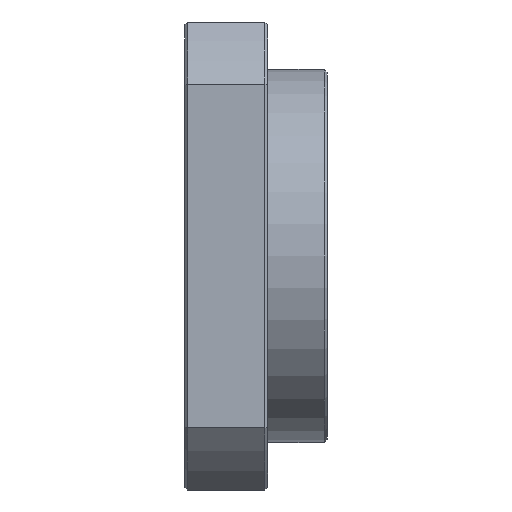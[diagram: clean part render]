
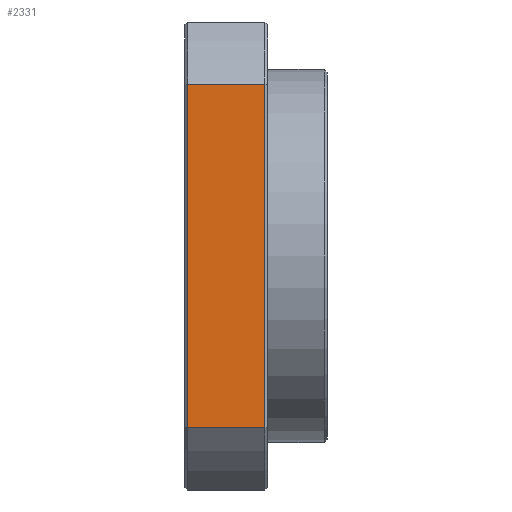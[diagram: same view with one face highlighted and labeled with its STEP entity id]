
A CAD part, front view. The second image highlights one B-rep face of the part: STEP entity #2331.
In plain terms, the highlighted planar face has unit normal (0, -1, 0).
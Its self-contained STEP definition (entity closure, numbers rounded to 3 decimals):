
#835 = DIRECTION ( 'NONE',  ( 0., 0., -1. ) ) ;
#836 = DIRECTION ( 'NONE',  ( 0., -1., 0. ) ) ;
#837 = AXIS2_PLACEMENT_3D ( 'NONE', #839, #836, #835 ) ;
#839 = CARTESIAN_POINT ( 'NONE',  ( 50., -39.5, -39.5 ) ) ;
#840 = PLANE ( 'NONE',  #837 ) ;
#845 = FACE_OUTER_BOUND ( 'NONE', #2332, .T. ) ;
#1051 = CARTESIAN_POINT ( 'NONE',  ( 13.5, -39.5, 28.996 ) ) ;
#1052 = DIRECTION ( 'NONE',  ( -1., 0., 0. ) ) ;
#1053 = VECTOR ( 'NONE', #1052, 1000. ) ;
#1054 = CARTESIAN_POINT ( 'NONE',  ( -81.647, -39.5, 28.996 ) ) ;
#1055 = LINE ( 'NONE', #1054, #1053 ) ;
#1319 = CARTESIAN_POINT ( 'NONE',  ( 0.5, -39.5, -28.996 ) ) ;
#1320 = DIRECTION ( 'NONE',  ( 1., 0., 0. ) ) ;
#1321 = VECTOR ( 'NONE', #1320, 1000. ) ;
#1322 = CARTESIAN_POINT ( 'NONE',  ( -81.647, -39.5, -28.996 ) ) ;
#1323 = LINE ( 'NONE', #1322, #1321 ) ;
#1367 = CARTESIAN_POINT ( 'NONE',  ( 0.5, -39.5, 28.996 ) ) ;
#1514 = CARTESIAN_POINT ( 'NONE',  ( 13.5, -39.5, -28.996 ) ) ;
#2155 = CARTESIAN_POINT ( 'NONE',  ( 0.5, -39.5, -28.996 ) ) ;
#2159 = LINE ( 'NONE', #2155, #2217 ) ;
#2212 = DIRECTION ( 'NONE',  ( 0., 0., 1. ) ) ;
#2213 = VECTOR ( 'NONE', #2212, 1000. ) ;
#2214 = CARTESIAN_POINT ( 'NONE',  ( 13.5, -39.5, 28.996 ) ) ;
#2215 = LINE ( 'NONE', #2214, #2213 ) ;
#2216 = DIRECTION ( 'NONE',  ( 0., 0., -1. ) ) ;
#2217 = VECTOR ( 'NONE', #2216, 1000. ) ;
#2272 = ORIENTED_EDGE ( 'NONE', *, *, #2467, .T. ) ;
#2273 = ORIENTED_EDGE ( 'NONE', *, *, #2274, .T. ) ;
#2274 = EDGE_CURVE ( 'NONE', #3038, #2998, #2159, .T. ) ;
#2275 = ORIENTED_EDGE ( 'NONE', *, *, #2997, .T. ) ;
#2276 = ORIENTED_EDGE ( 'NONE', *, *, #2277, .T. ) ;
#2277 = EDGE_CURVE ( 'NONE', #3099, #2468, #2215, .T. ) ;
#2331 = ADVANCED_FACE ( 'NONE', ( #845 ), #840, .T. ) ;
#2332 = EDGE_LOOP ( 'NONE', ( #2272, #2273, #2275, #2276 ) ) ;
#2467 = EDGE_CURVE ( 'NONE', #2468, #3038, #1055, .T. ) ;
#2468 = VERTEX_POINT ( 'NONE', #1051 ) ;
#2997 = EDGE_CURVE ( 'NONE', #2998, #3099, #1323, .T. ) ;
#2998 = VERTEX_POINT ( 'NONE', #1319 ) ;
#3038 = VERTEX_POINT ( 'NONE', #1367 ) ;
#3099 = VERTEX_POINT ( 'NONE', #1514 ) ;
